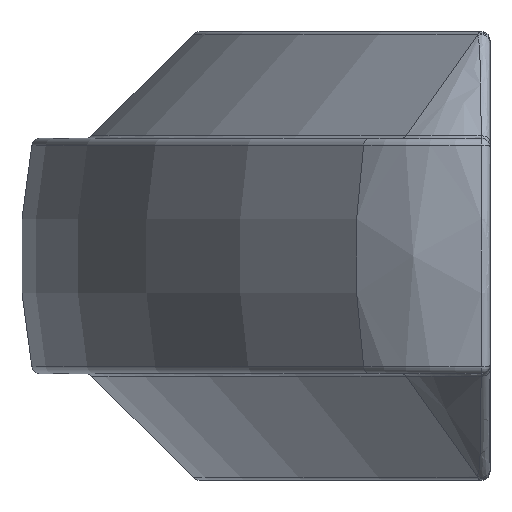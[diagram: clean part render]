
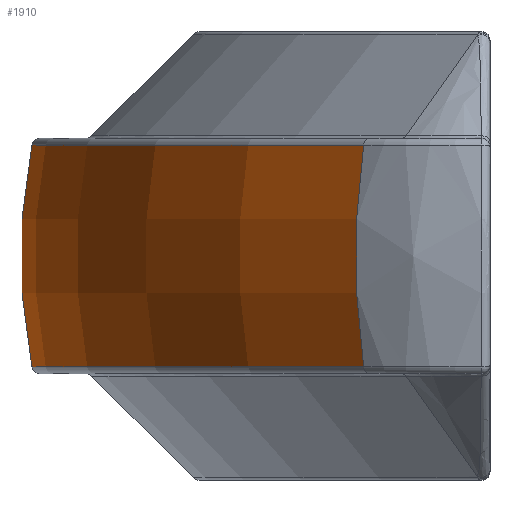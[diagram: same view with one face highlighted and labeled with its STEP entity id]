
A CAD part, left-side view. The second image highlights one B-rep face of the part: STEP entity #1910.
In plain terms, the highlighted toroidal (fillet/blend) face has major radius 21.246 mm and minor radius 20 mm.
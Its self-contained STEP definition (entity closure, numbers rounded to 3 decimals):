
#1140=CARTESIAN_POINT('',(-28.761,-12.236,3.959));
#1141=VERTEX_POINT('',#1140);
#1214=CARTESIAN_POINT('',(0.,-0.396,3.959));
#1215=VERTEX_POINT('',#1214);
#1223=CARTESIAN_POINT('',(0.,-41.246,3.959));
#1224=DIRECTION('',(0.,0.,1.0));
#1225=DIRECTION('',(-0.381,0.925,0.));
#1226=AXIS2_PLACEMENT_3D('',#1223,#1224,#1225);
#1227=CIRCLE('',#1226,40.85);
#1228=EDGE_CURVE('',#1215,#1141,#1227,.T.);
#1246=CARTESIAN_POINT('',(-28.761,-12.236,-3.959));
#1247=VERTEX_POINT('',#1246);
#1302=CARTESIAN_POINT('',(0.,-0.396,-3.959));
#1303=VERTEX_POINT('',#1302);
#1321=CARTESIAN_POINT('',(0.,-41.246,-3.959));
#1322=DIRECTION('',(0.,0.,-1.0));
#1323=DIRECTION('',(-0.381,0.925,0.));
#1324=AXIS2_PLACEMENT_3D('',#1321,#1322,#1323);
#1325=CIRCLE('',#1324,40.85);
#1326=EDGE_CURVE('',#1247,#1303,#1325,.T.);
#1844=CARTESIAN_POINT('',(-14.958,-26.158,0.));
#1845=DIRECTION('',(0.71,0.704,0.0));
#1846=DIRECTION('',(-0.688,0.694,-0.21));
#1847=AXIS2_PLACEMENT_3D('',#1844,#1845,#1846);
#1848=CIRCLE('',#1847,20.);
#1849=EDGE_CURVE('',#1247,#1141,#1848,.T.);
#1893=CARTESIAN_POINT('',(0.,-41.246,0.));
#1894=DIRECTION('',(0.,0.,1.0));
#1895=DIRECTION('',(1.0,0.0,0.0));
#1896=AXIS2_PLACEMENT_3D('',#1893,#1894,#1895);
#1897=TOROIDAL_SURFACE('',#1896,21.246,20.0);
#1898=ORIENTED_EDGE('',*,*,#1228,.F.);
#1899=CARTESIAN_POINT('',(0.,-20.,0.));
#1900=DIRECTION('',(1.0,0.,0.));
#1901=DIRECTION('',(0.,0.978,-0.21));
#1902=AXIS2_PLACEMENT_3D('',#1899,#1900,#1901);
#1903=CIRCLE('',#1902,20.0);
#1904=EDGE_CURVE('',#1303,#1215,#1903,.T.);
#1905=ORIENTED_EDGE('',*,*,#1904,.F.);
#1906=ORIENTED_EDGE('',*,*,#1326,.F.);
#1907=ORIENTED_EDGE('',*,*,#1849,.T.);
#1908=EDGE_LOOP('',(#1898,#1905,#1906,#1907));
#1909=FACE_OUTER_BOUND('',#1908,.T.);
#1910=ADVANCED_FACE('',(#1909),#1897,.T.);
